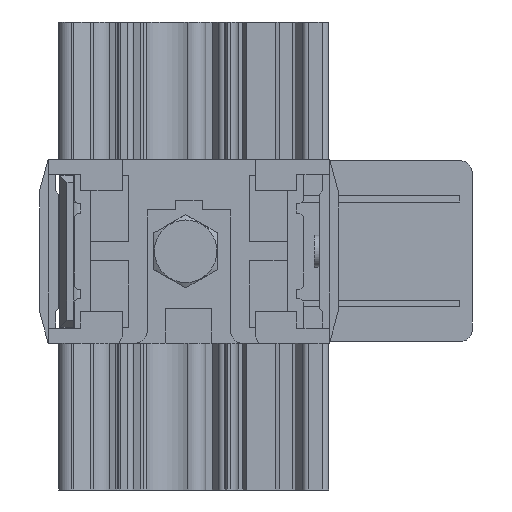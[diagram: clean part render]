
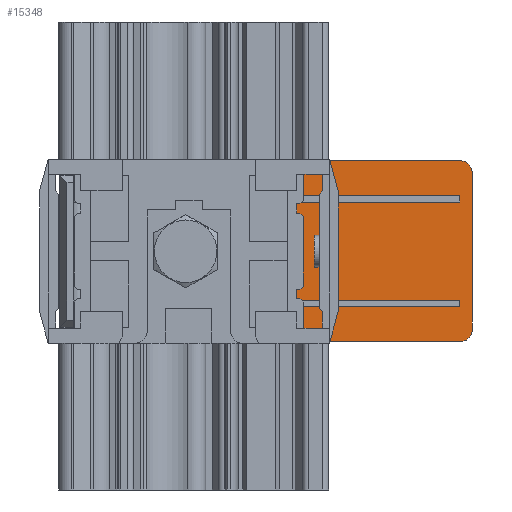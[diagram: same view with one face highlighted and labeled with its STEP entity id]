
A CAD part, front view. The second image highlights one B-rep face of the part: STEP entity #15348.
In plain terms, the highlighted planar face has unit normal (0, -1, 0).
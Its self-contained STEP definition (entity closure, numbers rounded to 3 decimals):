
#126=CIRCLE('',#22201,2.);
#144=CIRCLE('',#22255,2.);
#538=PLANE('',#22254);
#2095=ORIENTED_EDGE('',*,*,#6475,.T.);
#2096=ORIENTED_EDGE('',*,*,#6476,.T.);
#2097=ORIENTED_EDGE('',*,*,#6283,.F.);
#2098=ORIENTED_EDGE('',*,*,#6352,.T.);
#2099=ORIENTED_EDGE('',*,*,#6477,.F.);
#2100=ORIENTED_EDGE('',*,*,#6438,.T.);
#2101=ORIENTED_EDGE('',*,*,#6442,.T.);
#2102=ORIENTED_EDGE('',*,*,#6282,.F.);
#2103=ORIENTED_EDGE('',*,*,#6448,.F.);
#2104=ORIENTED_EDGE('',*,*,#6449,.T.);
#2105=ORIENTED_EDGE('',*,*,#6454,.F.);
#2106=ORIENTED_EDGE('',*,*,#6276,.T.);
#2107=ORIENTED_EDGE('',*,*,#6459,.T.);
#2108=ORIENTED_EDGE('',*,*,#6474,.T.);
#6276=EDGE_CURVE('',#8503,#8502,#10001,.T.);
#6282=EDGE_CURVE('',#8508,#8505,#10007,.T.);
#6283=EDGE_CURVE('',#8509,#8510,#10008,.T.);
#6352=EDGE_CURVE('',#8509,#8562,#126,.F.);
#6438=EDGE_CURVE('',#8626,#8625,#10148,.T.);
#6442=EDGE_CURVE('',#8625,#8505,#10151,.T.);
#6448=EDGE_CURVE('',#8631,#8508,#10156,.T.);
#6449=EDGE_CURVE('',#8631,#8632,#10157,.T.);
#6454=EDGE_CURVE('',#8503,#8632,#10161,.T.);
#6459=EDGE_CURVE('',#8502,#8637,#10165,.T.);
#6474=EDGE_CURVE('',#8637,#8649,#10177,.T.);
#6475=EDGE_CURVE('',#8649,#8650,#10178,.T.);
#6476=EDGE_CURVE('',#8650,#8510,#144,.F.);
#6477=EDGE_CURVE('',#8626,#8562,#10179,.T.);
#8502=VERTEX_POINT('',#28553);
#8503=VERTEX_POINT('',#28555);
#8505=VERTEX_POINT('',#28561);
#8508=VERTEX_POINT('',#28566);
#8509=VERTEX_POINT('',#28570);
#8510=VERTEX_POINT('',#28571);
#8562=VERTEX_POINT('',#28715);
#8625=VERTEX_POINT('',#28886);
#8626=VERTEX_POINT('',#28888);
#8631=VERTEX_POINT('',#28905);
#8632=VERTEX_POINT('',#28909);
#8637=VERTEX_POINT('',#28926);
#8649=VERTEX_POINT('',#28958);
#8650=VERTEX_POINT('',#28962);
#10001=LINE('',#28554,#11818);
#10007=LINE('',#28567,#11824);
#10008=LINE('',#28569,#11825);
#10148=LINE('',#28887,#11965);
#10151=LINE('',#28895,#11968);
#10156=LINE('',#28906,#11973);
#10157=LINE('',#28908,#11974);
#10161=LINE('',#28917,#11978);
#10165=LINE('',#28927,#11982);
#10177=LINE('',#28959,#11994);
#10178=LINE('',#28961,#11995);
#10179=LINE('',#28964,#11996);
#11818=VECTOR('',#23793,1000.);
#11824=VECTOR('',#23801,1000.);
#11825=VECTOR('',#23804,1000.);
#11965=VECTOR('',#24066,1000.);
#11968=VECTOR('',#24073,1000.);
#11973=VECTOR('',#24084,1000.);
#11974=VECTOR('',#24087,1000.);
#11978=VECTOR('',#24095,1000.);
#11982=VECTOR('',#24105,1000.);
#11994=VECTOR('',#24133,1000.);
#11995=VECTOR('',#24136,1000.);
#11996=VECTOR('',#24139,1000.);
#13479=EDGE_LOOP('',(#2095,#2096,#2097,#2098,#2099,#2100,#2101,#2102,#2103,
#2104,#2105,#2106,#2107,#2108));
#14417=FACE_BOUND('',#13479,.T.);
#15348=ADVANCED_FACE('',(#14417),#538,.F.);
#22201=AXIS2_PLACEMENT_3D('',#28714,#23923,#23924);
#22254=AXIS2_PLACEMENT_3D('',#28960,#24134,#24135);
#22255=AXIS2_PLACEMENT_3D('',#28963,#24137,#24138);
#23793=DIRECTION('',(0.,0.,-1.));
#23801=DIRECTION('',(0.,0.,1.));
#23804=DIRECTION('',(0.,0.,-1.));
#23923=DIRECTION('',(0.,1.,0.));
#23924=DIRECTION('',(-1.,0.,0.));
#24066=DIRECTION('',(0.,0.,-1.));
#24073=DIRECTION('',(1.,0.,0.));
#24084=DIRECTION('',(1.,0.,0.));
#24087=DIRECTION('',(0.,0.,-1.));
#24095=DIRECTION('',(-1.,0.,0.));
#24105=DIRECTION('',(-1.,0.,0.));
#24133=DIRECTION('',(0.,0.,-1.));
#24134=DIRECTION('',(0.,1.,0.));
#24135=DIRECTION('',(-1.,0.,0.));
#24136=DIRECTION('',(1.,0.,0.));
#24137=DIRECTION('',(0.,1.,0.));
#24138=DIRECTION('',(-1.,0.,0.));
#24139=DIRECTION('',(1.,0.,0.));
#28553=CARTESIAN_POINT('',(-83.546,37.213,-24.213));
#28554=CARTESIAN_POINT('',(-83.546,37.213,-23.213));
#28555=CARTESIAN_POINT('',(-83.546,37.213,-23.213));
#28561=CARTESIAN_POINT('',(-83.546,37.213,-6.713));
#28566=CARTESIAN_POINT('',(-83.546,37.213,-7.713));
#28567=CARTESIAN_POINT('',(-83.546,37.213,-7.713));
#28569=CARTESIAN_POINT('',(-81.546,37.213,-1.213));
#28570=CARTESIAN_POINT('',(-81.546,37.213,-3.213));
#28571=CARTESIAN_POINT('',(-81.546,37.213,-27.713));
#28714=CARTESIAN_POINT('',(-83.546,37.213,-3.213));
#28715=CARTESIAN_POINT('',(-83.546,37.213,-1.213));
#28886=CARTESIAN_POINT('',(-142.346,37.213,-6.713));
#28887=CARTESIAN_POINT('',(-142.346,37.213,-1.213));
#28888=CARTESIAN_POINT('',(-142.346,37.213,-1.213));
#28895=CARTESIAN_POINT('',(-142.346,37.213,-6.713));
#28905=CARTESIAN_POINT('',(-142.346,37.213,-7.713));
#28906=CARTESIAN_POINT('',(-142.346,37.213,-7.713));
#28908=CARTESIAN_POINT('',(-142.346,37.213,-1.213));
#28909=CARTESIAN_POINT('',(-142.346,37.213,-23.213));
#28917=CARTESIAN_POINT('',(-83.546,37.213,-23.213));
#28926=CARTESIAN_POINT('',(-142.346,37.213,-24.213));
#28927=CARTESIAN_POINT('',(-83.546,37.213,-24.213));
#28958=CARTESIAN_POINT('',(-142.346,37.213,-29.713));
#28959=CARTESIAN_POINT('',(-142.346,37.213,-1.213));
#28960=CARTESIAN_POINT('',(-142.346,37.213,-1.213));
#28961=CARTESIAN_POINT('',(-142.346,37.213,-29.713));
#28962=CARTESIAN_POINT('',(-83.546,37.213,-29.713));
#28963=CARTESIAN_POINT('',(-83.546,37.213,-27.713));
#28964=CARTESIAN_POINT('',(-142.346,37.213,-1.213));
